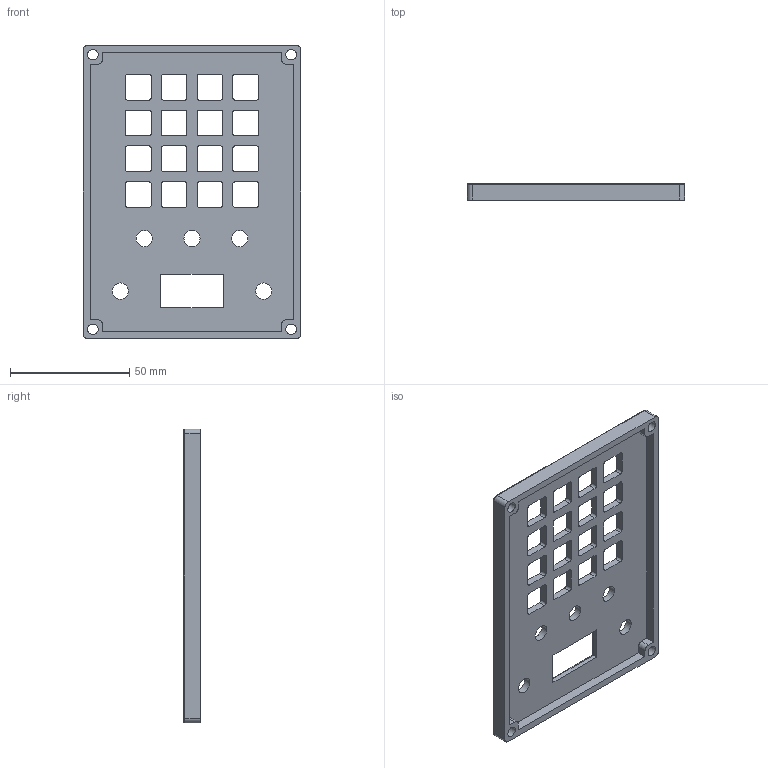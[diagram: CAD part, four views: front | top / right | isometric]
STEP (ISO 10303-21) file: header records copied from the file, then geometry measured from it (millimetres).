
FILE_DESCRIPTION(/* description */ (''),/* implementation_level */ '2;1');
FILE_NAME(/* name */ 'mainbox_lid_final.stp',/* time_stamp */ '2024-05-10T21:44:41-06:00',/* author */ ('fredyespana'),/* organization */ (''),/* preprocessor_version */ 'ST-DEVELOPER v19.2',/* originating_system */ 'Autodesk Inventor 2024',/* authorisation */ '');
FILE_SCHEMA (('AUTOMOTIVE_DESIGN { 1 0 10303 214 3 1 1 }'));
Length unit declared in the file: millimetre
Products named in the file (1): mainbox_lid
Bounding box: 91 x 7 x 123 mm (x, y, z)
Volume: 31170.2 mm3; surface area: 24890.8 mm2
Topology: 1 solids, 1 shells, 188 faces, 531 edges, 350 vertices
Faces by surface type: cylinder 92, plane 91, torus 4, bspline 1
Full cylindrical faces by diameter (mm): 4.4 x4, 5.5 x4, 6.8 x5
Entity records: 6344 total; most frequent: CARTESIAN_POINT 1151, DIRECTION 1089, ORIENTED_EDGE 1062, EDGE_CURVE 531, AXIS2_PLACEMENT_3D 372, VERTEX_POINT 350, LINE 345, VECTOR 345
